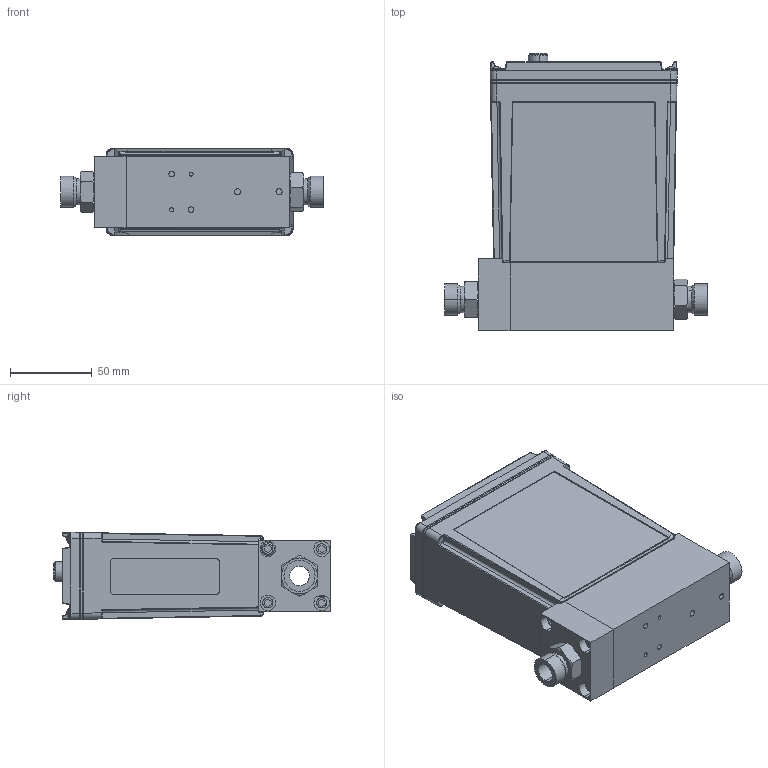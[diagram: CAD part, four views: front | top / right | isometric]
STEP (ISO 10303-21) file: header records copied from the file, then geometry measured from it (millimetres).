
FILE_DESCRIPTION (( 'STEP AP214' ), '1' );
FILE_NAME ('GE250-12MM-DEVICENET.STEP', '2018-04-26T18:56:37', ( '' ), ( '' ), 'SwSTEP 2.0', 'SolidWorks 2015', '' );
FILE_SCHEMA (( 'AUTOMOTIVE_DESIGN' ));
Length unit declared in the file: inch
Products named in the file (1): GE250-12MM-DEVICENET
Bounding box: 160.94 x 169.85 x 53.49 mm (x, y, z)
Surface area: 103211 mm2 (no closed solid volume)
Topology: 0 solids, 100 shells, 770 faces, 3721 edges, 2952 vertices
Faces by surface type: plane 370, cylinder 253, bspline 74, cone 39, sphere 18, torus 16
Entity records: 58403 total; most frequent: CARTESIAN_POINT 21345, ORIENTED_EDGE 4995, DIRECTION 4915, EDGE_CURVE 3701, VERTEX_POINT 2952, LINE 2033, VECTOR 2033, AXIS2_PLACEMENT_3D 1441
